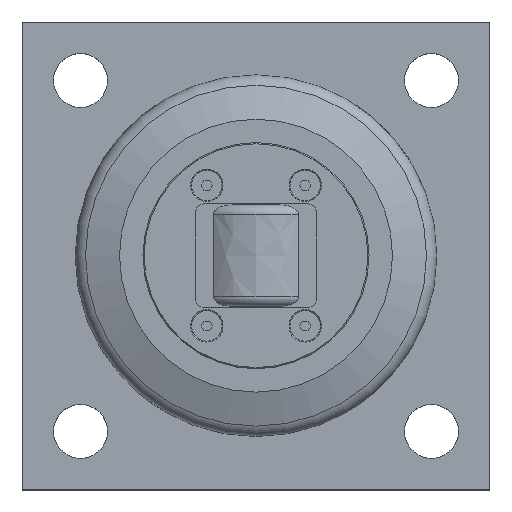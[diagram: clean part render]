
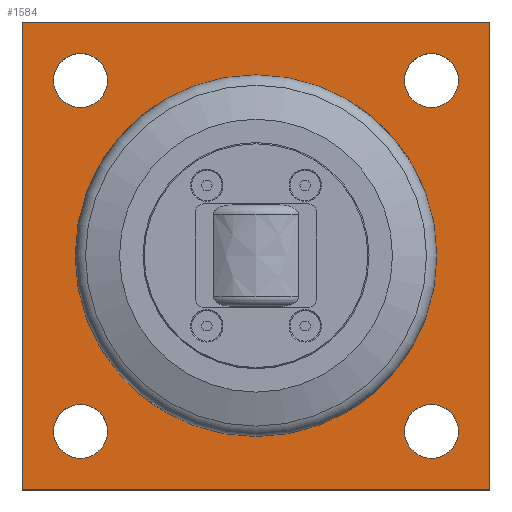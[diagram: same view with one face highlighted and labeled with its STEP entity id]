
A CAD part, top view. The second image highlights one B-rep face of the part: STEP entity #1584.
In plain terms, the highlighted planar face has unit normal (0, 0, 1).
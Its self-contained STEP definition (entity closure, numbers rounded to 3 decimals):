
#82=FACE_BOUND('',#360,.T.);
#83=FACE_BOUND('',#361,.T.);
#84=FACE_BOUND('',#362,.T.);
#85=FACE_BOUND('',#363,.T.);
#86=FACE_BOUND('',#364,.T.);
#150=CIRCLE('',#1741,29.);
#157=CIRCLE('',#1752,6.918);
#158=CIRCLE('',#1753,6.918);
#160=CIRCLE('',#1756,6.918);
#161=CIRCLE('',#1757,6.918);
#163=CIRCLE('',#1760,6.918);
#164=CIRCLE('',#1761,6.918);
#166=CIRCLE('',#1764,6.918);
#167=CIRCLE('',#1765,6.918);
#254=FACE_OUTER_BOUND('',#359,.T.);
#359=EDGE_LOOP('',(#1430,#1431,#1432,#1433));
#360=EDGE_LOOP('',(#1434));
#361=EDGE_LOOP('',(#1435,#1436));
#362=EDGE_LOOP('',(#1437,#1438));
#363=EDGE_LOOP('',(#1439,#1440));
#364=EDGE_LOOP('',(#1441,#1442));
#480=LINE('',#2820,#607);
#484=LINE('',#2828,#611);
#487=LINE('',#2834,#614);
#490=LINE('',#2839,#617);
#607=VECTOR('',#2215,10.);
#611=VECTOR('',#2221,10.);
#614=VECTOR('',#2226,10.);
#617=VECTOR('',#2231,10.);
#748=VERTEX_POINT('',#2765);
#755=VERTEX_POINT('',#2786);
#756=VERTEX_POINT('',#2787);
#758=VERTEX_POINT('',#2794);
#759=VERTEX_POINT('',#2795);
#761=VERTEX_POINT('',#2802);
#762=VERTEX_POINT('',#2803);
#764=VERTEX_POINT('',#2810);
#765=VERTEX_POINT('',#2811);
#767=VERTEX_POINT('',#2818);
#768=VERTEX_POINT('',#2819);
#771=VERTEX_POINT('',#2827);
#773=VERTEX_POINT('',#2833);
#961=EDGE_CURVE('',#748,#748,#150,.T.);
#970=EDGE_CURVE('',#755,#756,#157,.T.);
#971=EDGE_CURVE('',#756,#755,#158,.T.);
#974=EDGE_CURVE('',#758,#759,#160,.T.);
#975=EDGE_CURVE('',#759,#758,#161,.T.);
#978=EDGE_CURVE('',#761,#762,#163,.T.);
#979=EDGE_CURVE('',#762,#761,#164,.T.);
#982=EDGE_CURVE('',#764,#765,#166,.T.);
#983=EDGE_CURVE('',#765,#764,#167,.T.);
#986=EDGE_CURVE('',#767,#768,#480,.T.);
#990=EDGE_CURVE('',#768,#771,#484,.T.);
#993=EDGE_CURVE('',#771,#773,#487,.T.);
#996=EDGE_CURVE('',#773,#767,#490,.T.);
#1430=ORIENTED_EDGE('',*,*,#986,.F.);
#1431=ORIENTED_EDGE('',*,*,#996,.F.);
#1432=ORIENTED_EDGE('',*,*,#993,.F.);
#1433=ORIENTED_EDGE('',*,*,#990,.F.);
#1434=ORIENTED_EDGE('',*,*,#961,.T.);
#1435=ORIENTED_EDGE('',*,*,#970,.T.);
#1436=ORIENTED_EDGE('',*,*,#971,.T.);
#1437=ORIENTED_EDGE('',*,*,#974,.T.);
#1438=ORIENTED_EDGE('',*,*,#975,.T.);
#1439=ORIENTED_EDGE('',*,*,#978,.T.);
#1440=ORIENTED_EDGE('',*,*,#979,.T.);
#1441=ORIENTED_EDGE('',*,*,#982,.T.);
#1442=ORIENTED_EDGE('',*,*,#983,.T.);
#1499=PLANE('',#1773);
#1584=ADVANCED_FACE('',(#254,#82,#83,#84,#85,#86),#1499,.T.);
#1741=AXIS2_PLACEMENT_3D('',#2767,#2155,#2156);
#1752=AXIS2_PLACEMENT_3D('',#2788,#2179,#2180);
#1753=AXIS2_PLACEMENT_3D('',#2789,#2181,#2182);
#1756=AXIS2_PLACEMENT_3D('',#2796,#2188,#2189);
#1757=AXIS2_PLACEMENT_3D('',#2797,#2190,#2191);
#1760=AXIS2_PLACEMENT_3D('',#2804,#2197,#2198);
#1761=AXIS2_PLACEMENT_3D('',#2805,#2199,#2200);
#1764=AXIS2_PLACEMENT_3D('',#2812,#2206,#2207);
#1765=AXIS2_PLACEMENT_3D('',#2813,#2208,#2209);
#1773=AXIS2_PLACEMENT_3D('',#2844,#2237,#2238);
#2155=DIRECTION('center_axis',(0.,0.,-1.));
#2156=DIRECTION('ref_axis',(0.,-1.,0.));
#2179=DIRECTION('center_axis',(0.,0.,-1.));
#2180=DIRECTION('ref_axis',(1.,0.,0.));
#2181=DIRECTION('center_axis',(0.,0.,-1.));
#2182=DIRECTION('ref_axis',(1.,0.,0.));
#2188=DIRECTION('center_axis',(0.,0.,-1.));
#2189=DIRECTION('ref_axis',(1.,0.,0.));
#2190=DIRECTION('center_axis',(0.,0.,-1.));
#2191=DIRECTION('ref_axis',(1.,0.,0.));
#2197=DIRECTION('center_axis',(0.,0.,-1.));
#2198=DIRECTION('ref_axis',(1.,0.,0.));
#2199=DIRECTION('center_axis',(0.,0.,-1.));
#2200=DIRECTION('ref_axis',(1.,0.,0.));
#2206=DIRECTION('center_axis',(0.,0.,-1.));
#2207=DIRECTION('ref_axis',(1.,0.,0.));
#2208=DIRECTION('center_axis',(0.,0.,-1.));
#2209=DIRECTION('ref_axis',(1.,0.,0.));
#2215=DIRECTION('',(0.,1.,0.));
#2221=DIRECTION('',(1.,0.,0.));
#2226=DIRECTION('',(0.,-1.,0.));
#2231=DIRECTION('',(-1.,0.,0.));
#2237=DIRECTION('center_axis',(0.,0.,1.));
#2238=DIRECTION('ref_axis',(1.,0.,0.));
#2765=CARTESIAN_POINT('',(60.,89.,20.));
#2767=CARTESIAN_POINT('Origin',(60.,60.,20.));
#2786=CARTESIAN_POINT('',(21.918,15.,20.));
#2787=CARTESIAN_POINT('',(8.083,15.,20.));
#2788=CARTESIAN_POINT('Origin',(15.,15.,20.));
#2789=CARTESIAN_POINT('Origin',(15.,15.,20.));
#2794=CARTESIAN_POINT('',(111.918,15.,20.));
#2795=CARTESIAN_POINT('',(98.083,15.,20.));
#2796=CARTESIAN_POINT('Origin',(105.,15.,20.));
#2797=CARTESIAN_POINT('Origin',(105.,15.,20.));
#2802=CARTESIAN_POINT('',(111.918,105.,20.));
#2803=CARTESIAN_POINT('',(98.083,105.,20.));
#2804=CARTESIAN_POINT('Origin',(105.,105.,20.));
#2805=CARTESIAN_POINT('Origin',(105.,105.,20.));
#2810=CARTESIAN_POINT('',(21.918,105.,20.));
#2811=CARTESIAN_POINT('',(8.083,105.,20.));
#2812=CARTESIAN_POINT('Origin',(15.,105.,20.));
#2813=CARTESIAN_POINT('Origin',(15.,105.,20.));
#2818=CARTESIAN_POINT('',(0.,0.,20.));
#2819=CARTESIAN_POINT('',(0.,120.,20.));
#2820=CARTESIAN_POINT('',(0.,120.,20.));
#2827=CARTESIAN_POINT('',(120.,120.,20.));
#2828=CARTESIAN_POINT('',(120.,120.,20.));
#2833=CARTESIAN_POINT('',(120.,0.,20.));
#2834=CARTESIAN_POINT('',(120.,0.,20.));
#2839=CARTESIAN_POINT('',(0.,0.,20.));
#2844=CARTESIAN_POINT('Origin',(60.,60.,20.));
